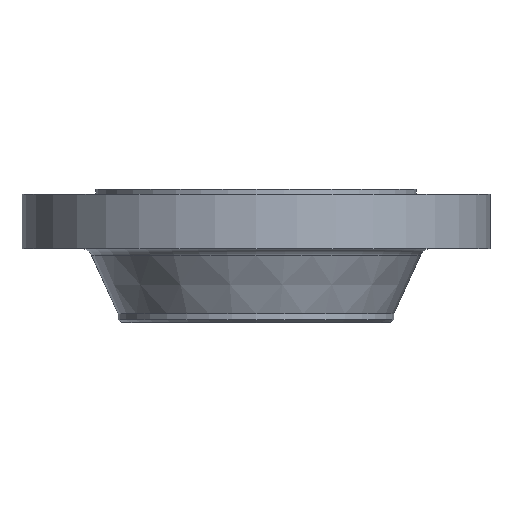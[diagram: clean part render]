
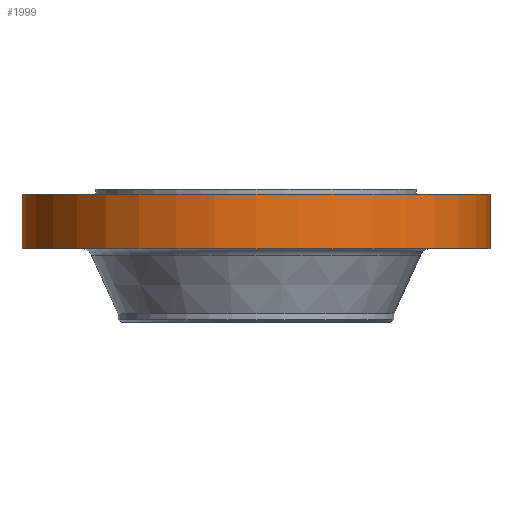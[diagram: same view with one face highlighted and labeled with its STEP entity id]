
A CAD part, front view. The second image highlights one B-rep face of the part: STEP entity #1999.
In plain terms, the highlighted cylindrical face has radius 301.625 mm (diameter 603.25 mm), a partial arc.
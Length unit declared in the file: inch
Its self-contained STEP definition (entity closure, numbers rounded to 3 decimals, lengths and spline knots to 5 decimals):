
#106 = CARTESIAN_POINT ( 'NONE',  ( 0., 0., 0. ) ) ;
#117 = VERTEX_POINT ( 'NONE', #218 ) ;
#172 = LINE ( 'NONE', #649, #1044 ) ;
#174 = CARTESIAN_POINT ( 'NONE',  ( 11.875, 0., -3. ) ) ;
#198 = LINE ( 'NONE', #1918, #727 ) ;
#218 = CARTESIAN_POINT ( 'NONE',  ( 11.875, 0., -0.25 ) ) ;
#225 = EDGE_CURVE ( 'NONE', #580, #278, #846, .T. ) ;
#245 = ORIENTED_EDGE ( 'NONE', *, *, #225, .T. ) ;
#278 = VERTEX_POINT ( 'NONE', #174 ) ;
#580 = VERTEX_POINT ( 'NONE', #1613 ) ;
#626 = VERTEX_POINT ( 'NONE', #1692 ) ;
#649 = CARTESIAN_POINT ( 'NONE',  ( -11.875, 0., 0. ) ) ;
#727 = VECTOR ( 'NONE', #839, 39.37008 ) ;
#755 = DIRECTION ( 'NONE',  ( 1., 0., 0. ) ) ;
#758 = DIRECTION ( 'NONE',  ( 0., 0., 1. ) ) ;
#839 = DIRECTION ( 'NONE',  ( 0., 0., 1. ) ) ;
#846 = CIRCLE ( 'NONE', #1775, 11.875 ) ;
#909 = FACE_OUTER_BOUND ( 'NONE', #1214, .T. ) ;
#912 = DIRECTION ( 'NONE',  ( 1., 0., 0. ) ) ;
#965 = CARTESIAN_POINT ( 'NONE',  ( 0., 0., -3. ) ) ;
#1020 = EDGE_CURVE ( 'NONE', #580, #626, #172, .T. ) ;
#1044 = VECTOR ( 'NONE', #1274, 39.37008 ) ;
#1140 = DIRECTION ( 'NONE',  ( 0., 0., 1. ) ) ;
#1155 = CIRCLE ( 'NONE', #2000, 11.875 ) ;
#1214 = EDGE_LOOP ( 'NONE', ( #2018, #245, #1811, #1306 ) ) ;
#1274 = DIRECTION ( 'NONE',  ( 0., 0., 1. ) ) ;
#1306 = ORIENTED_EDGE ( 'NONE', *, *, #1550, .F. ) ;
#1362 = EDGE_CURVE ( 'NONE', #278, #117, #198, .T. ) ;
#1532 = CYLINDRICAL_SURFACE ( 'NONE', #2002, 11.875 ) ;
#1550 = EDGE_CURVE ( 'NONE', #626, #117, #1155, .T. ) ;
#1613 = CARTESIAN_POINT ( 'NONE',  ( -11.875, 0., -3. ) ) ;
#1681 = DIRECTION ( 'NONE',  ( 0., 0., 1. ) ) ;
#1692 = CARTESIAN_POINT ( 'NONE',  ( -11.875, 0., -0.25 ) ) ;
#1775 = AXIS2_PLACEMENT_3D ( 'NONE', #965, #758, #912 ) ;
#1778 = CARTESIAN_POINT ( 'NONE',  ( 0., 0., -0.25 ) ) ;
#1788 = DIRECTION ( 'NONE',  ( 1., 0., 0. ) ) ;
#1811 = ORIENTED_EDGE ( 'NONE', *, *, #1362, .T. ) ;
#1918 = CARTESIAN_POINT ( 'NONE',  ( 11.875, 0., 0. ) ) ;
#1999 = ADVANCED_FACE ( 'NONE', ( #909 ), #1532, .T. ) ;
#2000 = AXIS2_PLACEMENT_3D ( 'NONE', #1778, #1140, #1788 ) ;
#2002 = AXIS2_PLACEMENT_3D ( 'NONE', #106, #1681, #755 ) ;
#2018 = ORIENTED_EDGE ( 'NONE', *, *, #1020, .F. ) ;
